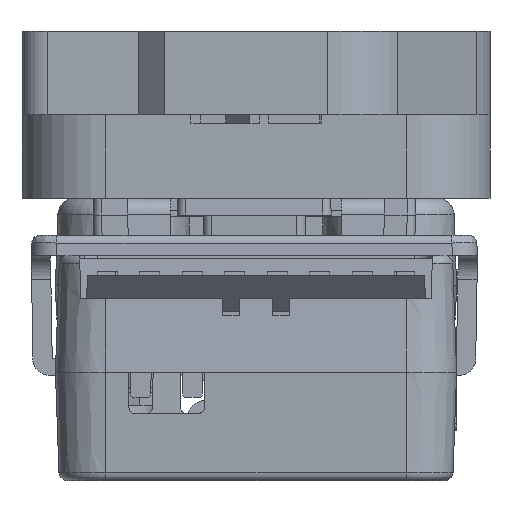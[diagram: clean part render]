
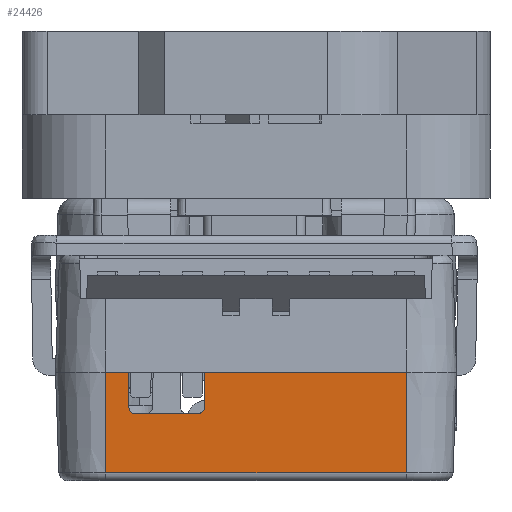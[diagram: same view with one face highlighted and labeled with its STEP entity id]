
A CAD part, front view. The second image highlights one B-rep face of the part: STEP entity #24426.
In plain terms, the highlighted face is planar.
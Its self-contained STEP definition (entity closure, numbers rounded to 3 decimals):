
#13689=DIRECTION('',(1.,0.,0.));
#13690=VECTOR('',#13689,18.);
#13691=CARTESIAN_POINT('',(-9.,23.79,
-6.017));
#13692=LINE('',#13691,#13690);
#13708=DIRECTION('',(0.,0.035,0.999));
#13709=VECTOR('',#13708,6.021);
#13710=CARTESIAN_POINT('',(9.,23.79,
-6.017));
#13711=LINE('',#13710,#13709);
#13720=DIRECTION('',(0.,-0.035,
-0.999));
#13721=VECTOR('',#13720,6.021);
#13722=CARTESIAN_POINT('',(-9.,24.,0.));
#13723=LINE('',#13722,#13721);
#13773=DIRECTION('',(-1.,0.,0.));
#13774=VECTOR('',#13773,12.056);
#13775=CARTESIAN_POINT('',(3.056,24.,0.));
#13776=LINE('',#13775,#13774);
#13857=DIRECTION('',(-0.017,0.035,0.999));
#13858=VECTOR('',#13857,2.109);
#13859=CARTESIAN_POINT('',(3.093,23.926,
-2.107));
#13860=LINE('',#13859,#13858);
#13871=CARTESIAN_POINT('',(3.493,23.913,
-2.5));
#13872=CARTESIAN_POINT('',(3.362,23.913,
-2.5));
#13873=CARTESIAN_POINT('',(3.197,23.916,
-2.402));
#13874=CARTESIAN_POINT('',(3.095,23.922,
-2.238));
#13875=CARTESIAN_POINT('',(3.093,23.926,
-2.107));
#13901=DIRECTION('',(-1.,0.,0.));
#13902=VECTOR('',#13901,3.714);
#13903=CARTESIAN_POINT('',(7.207,23.913,
-2.5));
#13904=LINE('',#13903,#13902);
#15187=DIRECTION('',(-1.,0.,0.));
#15188=VECTOR('',#15187,1.356);
#15189=CARTESIAN_POINT('',(9.,24.,0.));
#15190=LINE('',#15189,#15188);
#15278=DIRECTION('',(-0.017,-0.035,-0.999));
#15279=VECTOR('',#15278,2.109);
#15280=CARTESIAN_POINT('',(7.644,24.,0.));
#15281=LINE('',#15280,#15279);
#15365=CARTESIAN_POINT('',(7.607,23.926,
-2.107));
#15366=CARTESIAN_POINT('',(7.605,23.922,
-2.238));
#15367=CARTESIAN_POINT('',(7.503,23.916,
-2.402));
#15368=CARTESIAN_POINT('',(7.338,23.913,
-2.5));
#15369=CARTESIAN_POINT('',(7.207,23.913,
-2.5));
#17823=CARTESIAN_POINT('',(9.,24.,0.));
#17824=VERTEX_POINT('',#17823);
#17825=CARTESIAN_POINT('',(7.644,24.,0.));
#17826=VERTEX_POINT('',#17825);
#17866=CARTESIAN_POINT('',(3.056,24.,0.));
#17867=VERTEX_POINT('',#17866);
#17868=CARTESIAN_POINT('',(-9.,24.,0.));
#17869=VERTEX_POINT('',#17868);
#18607=CARTESIAN_POINT('',(7.207,23.913,
-2.5));
#18608=VERTEX_POINT('',#18607);
#18609=CARTESIAN_POINT('',(3.493,23.913,
-2.5));
#18610=VERTEX_POINT('',#18609);
#18737=CARTESIAN_POINT('',(9.,23.79,
-6.017));
#18738=VERTEX_POINT('',#18737);
#18741=CARTESIAN_POINT('',(-9.,23.79,
-6.017));
#18742=VERTEX_POINT('',#18741);
#18757=CARTESIAN_POINT('',(3.093,23.926,
-2.107));
#18758=VERTEX_POINT('',#18757);
#18759=VERTEX_POINT('',#15365);
#24401=CARTESIAN_POINT('',(10.036,24.,0.));
#24402=DIRECTION('',(0.,-0.999,0.035));
#24403=DIRECTION('',(0.,-0.035,-0.999));
#24404=AXIS2_PLACEMENT_3D('',#24401,#24402,#24403);
#24405=PLANE('',#24404);
#24407=ORIENTED_EDGE('',*,*,#24406,.T.);
#24408=ORIENTED_EDGE('',*,*,#24365,.T.);
#24409=ORIENTED_EDGE('',*,*,#24389,.T.);
#24411=ORIENTED_EDGE('',*,*,#24410,.T.);
#24413=ORIENTED_EDGE('',*,*,#24412,.T.);
#24415=ORIENTED_EDGE('',*,*,#24414,.T.);
#24417=ORIENTED_EDGE('',*,*,#24416,.T.);
#24419=ORIENTED_EDGE('',*,*,#24418,.T.);
#24421=ORIENTED_EDGE('',*,*,#24420,.T.);
#24423=ORIENTED_EDGE('',*,*,#24422,.T.);
#24424=EDGE_LOOP('',(#24407,#24408,#24409,#24411,#24413,#24415,#24417,#24419,
#24421,#24423));
#24425=FACE_OUTER_BOUND('',#24424,.F.);
#24426=ADVANCED_FACE('',(#24425),#24405,.F.);
#13876=B_SPLINE_CURVE_WITH_KNOTS('',3,(#13871,#13872,#13873,#13874,#13875),
.UNSPECIFIED.,.F.,.F.,(4,1,4),(0.,0.5,1.),.UNSPECIFIED.);
#15370=B_SPLINE_CURVE_WITH_KNOTS('',3,(#15365,#15366,#15367,#15368,#15369),
.UNSPECIFIED.,.F.,.F.,(4,1,4),(0.,0.5,1.),.UNSPECIFIED.);
#24365=EDGE_CURVE('',#18742,#18738,#13692,.T.);
#24389=EDGE_CURVE('',#18738,#17824,#13711,.T.);
#24406=EDGE_CURVE('',#17869,#18742,#13723,.T.);
#24410=EDGE_CURVE('',#17824,#17826,#15190,.T.);
#24412=EDGE_CURVE('',#17826,#18759,#15281,.T.);
#24414=EDGE_CURVE('',#18759,#18608,#15370,.T.);
#24416=EDGE_CURVE('',#18608,#18610,#13904,.T.);
#24418=EDGE_CURVE('',#18610,#18758,#13876,.T.);
#24420=EDGE_CURVE('',#18758,#17867,#13860,.T.);
#24422=EDGE_CURVE('',#17867,#17869,#13776,.T.);
